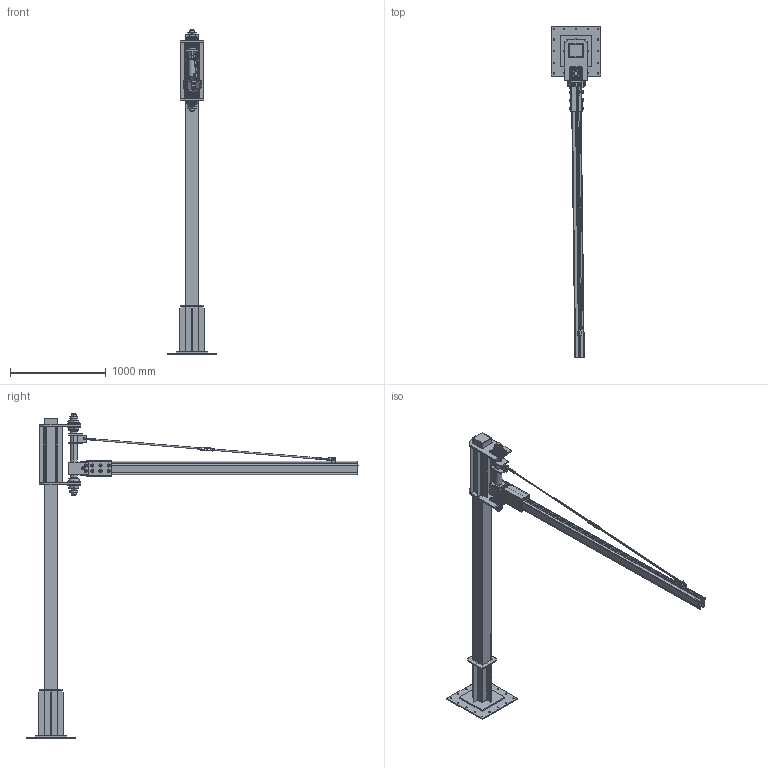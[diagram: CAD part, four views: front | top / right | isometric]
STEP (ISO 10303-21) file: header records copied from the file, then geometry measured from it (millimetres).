
FILE_DESCRIPTION(('FreeCAD Model'),'2;1');
FILE_NAME('Open CASCADE Shape Model','2025-05-04T04:21:56',('FreeCAD'),( 'FreeCAD'),'Open CASCADE STEP processor 7.6','FreeCAD','Unknown');
FILE_SCHEMA(('AUTOMOTIVE_DESIGN { 1 0 10303 214 1 1 1 1 }'));
Products named in the file (1): Open CASCADE STEP translator 7.6 1
Bounding box: 519.13 x 3462.01 x 3384.23 mm (x, y, z)
Volume: 31775427.4 mm3; surface area: 10051815.3 mm2
Topology: 119 solids, 119 shells, 3152 faces, 7788 edges, 4866 vertices
Faces by surface type: bspline 3152
Entity records: 152124 total; most frequent: CARTESIAN_POINT 108691, ORIENTED_EDGE 15336, EDGE_CURVE 7668, VERTEX_POINT 4866, B_SPLINE_CURVE_WITH_KNOTS 4240, FACE_BOUND 3502, EDGE_LOOP 3502, ADVANCED_FACE 3152
